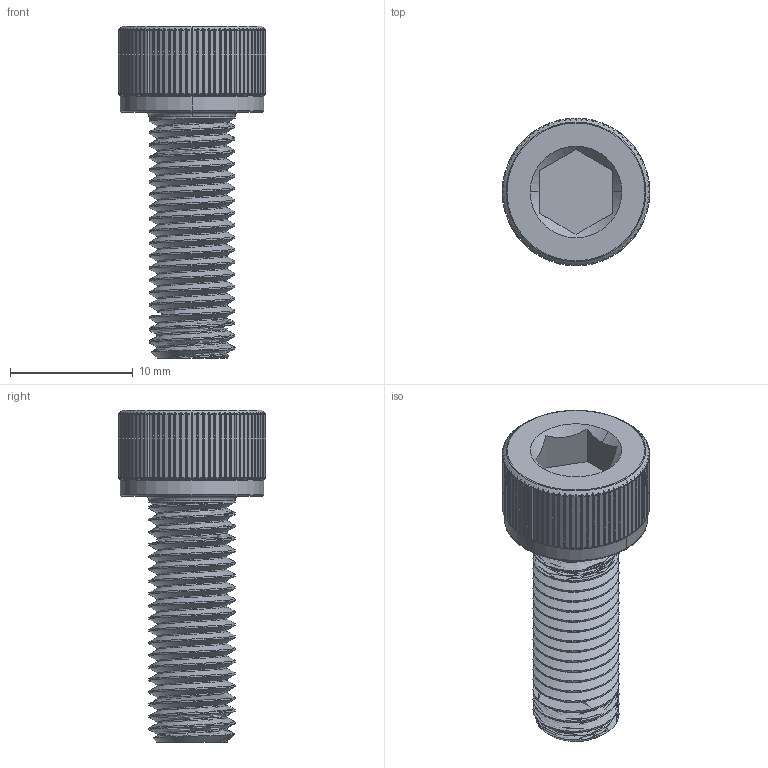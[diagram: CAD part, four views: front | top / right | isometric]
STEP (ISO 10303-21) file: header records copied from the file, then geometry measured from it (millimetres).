
FILE_DESCRIPTION (( 'STEP AP203' ), '1' );
FILE_NAME ('91290A165_Black-Oxide Alloy Steel Socket Head Screw.STEP', '2026-01-08T19:04:46', ( 'McMaster Carr Supply' ), ( 'McMaster Carr Supply' ), 'SwSTEP 2.0', 'SolidWorks 2024', '' );
FILE_SCHEMA (( 'CONFIG_CONTROL_DESIGN' ));
Length unit declared in the file: millimetre
Products named in the file (1): 91290A165_Black-Oxide Alloy Steel Socket Head Screw
Bounding box: 12 x 12 x 27 mm (x, y, z)
Volume: 1306.1 mm3; surface area: 1283 mm2
Topology: 1 solids, 1 shells, 567 faces, 1676 edges, 1113 vertices
Faces by surface type: cylinder 216, plane 170, torus 168, cone 10, bspline 3
Entity records: 28218 total; most frequent: CARTESIAN_POINT 14586, ORIENTED_EDGE 3352, DIRECTION 2230, EDGE_CURVE 1676, VERTEX_POINT 1113, AXIS2_PLACEMENT_3D 917, B_SPLINE_CURVE_WITH_KNOTS 850, EDGE_LOOP 569
